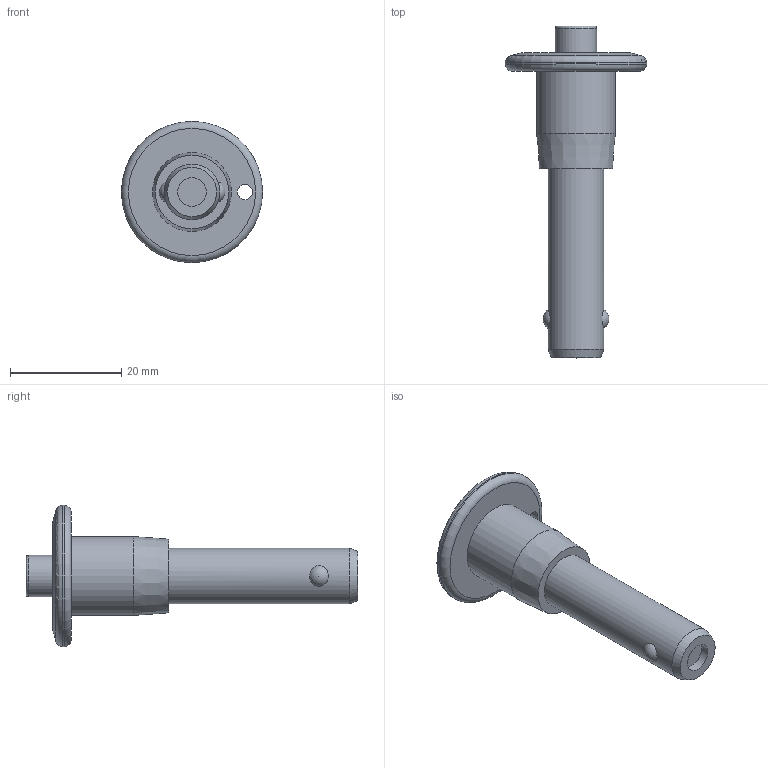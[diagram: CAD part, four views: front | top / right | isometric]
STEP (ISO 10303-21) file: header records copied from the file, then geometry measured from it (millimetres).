
FILE_DESCRIPTION( ( 'STEP AP214' ), '1' );
FILE_NAME( 'K0641.02510025__25_UNBETAETIGT_1_.stp', '2020-12-04T09:59:13', ( '' ), ( '' ), ' ', 'PARTsolutions', ' ' );
FILE_SCHEMA( ( 'AUTOMOTIVE_DESIGN { 1 0 10303 214 1 1 1 1 }' ) );
Length unit declared in the file: millimetre
Products named in the file (1): _K0641.02510025_(25_UNBETAETIGT_1)
Bounding box: 25.4 x 59.7 x 25.4 mm (x, y, z)
Volume: 7094.5 mm3; surface area: 3115.8 mm2
Topology: 1 solids, 1 shells, 20 faces, 39 edges, 24 vertices
Faces by surface type: plane 6, cylinder 6, torus 3, cone 3, sphere 2
Full cylindrical faces by diameter (mm): 2.76 x1, 5.16 x1, 7.4 x1, 10 x1, 14.2 x1, 25.4 x1
Entity records: 720 total; most frequent: CARTESIAN_POINT 195, DIRECTION 78, ORIENTED_EDGE 42, AXIS2_PLACEMENT_3D 39, EDGE_LOOP 39, FACE_OUTER_BOUND 29, VERTEX_POINT 22, EDGE_CURVE 21
